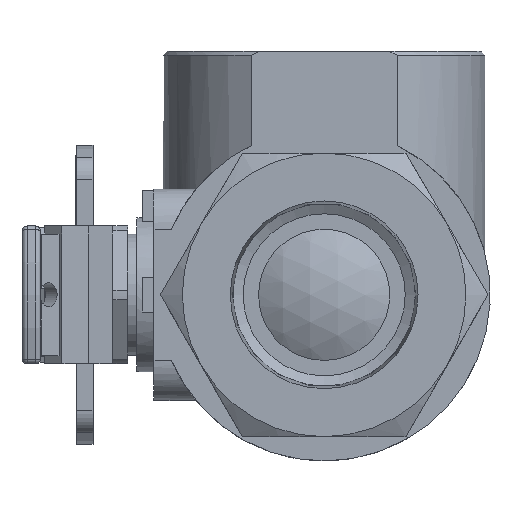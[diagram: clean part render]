
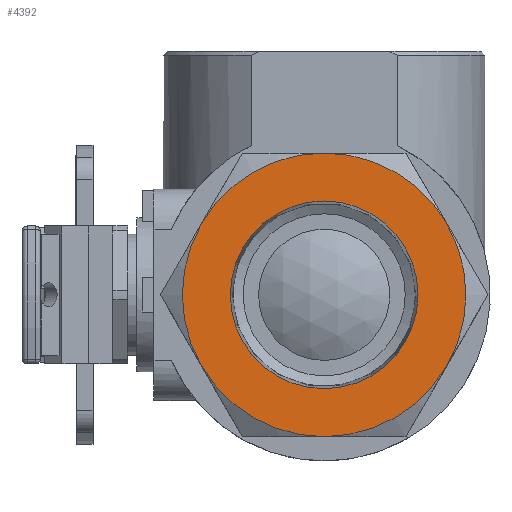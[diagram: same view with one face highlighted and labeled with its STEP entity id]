
A CAD part, left-side view. The second image highlights one B-rep face of the part: STEP entity #4392.
In plain terms, the highlighted planar face has unit normal (-1, 0, 0).
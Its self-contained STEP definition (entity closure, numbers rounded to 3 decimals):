
#230=PLANE('',#4755);
#405=CIRCLE('',#4737,41.3);
#406=CIRCLE('',#4739,41.3);
#407=CIRCLE('',#4741,41.3);
#408=CIRCLE('',#4743,41.3);
#409=CIRCLE('',#4745,41.3);
#410=CIRCLE('',#4747,41.3);
#415=CIRCLE('',#4756,27.331);
#978=ORIENTED_EDGE('',*,*,#2027,.F.);
#979=ORIENTED_EDGE('',*,*,#2026,.F.);
#980=ORIENTED_EDGE('',*,*,#2031,.F.);
#981=ORIENTED_EDGE('',*,*,#2030,.F.);
#982=ORIENTED_EDGE('',*,*,#2029,.F.);
#983=ORIENTED_EDGE('',*,*,#2028,.F.);
#984=ORIENTED_EDGE('',*,*,#2038,.T.);
#2026=EDGE_CURVE('',#2586,#2576,#405,.T.);
#2027=EDGE_CURVE('',#2576,#2578,#406,.T.);
#2028=EDGE_CURVE('',#2578,#2580,#407,.T.);
#2029=EDGE_CURVE('',#2580,#2582,#408,.T.);
#2030=EDGE_CURVE('',#2582,#2584,#409,.T.);
#2031=EDGE_CURVE('',#2584,#2586,#410,.T.);
#2038=EDGE_CURVE('',#2607,#2607,#415,.T.);
#2576=VERTEX_POINT('',#6818);
#2578=VERTEX_POINT('',#6831);
#2580=VERTEX_POINT('',#6843);
#2582=VERTEX_POINT('',#6855);
#2584=VERTEX_POINT('',#6867);
#2586=VERTEX_POINT('',#6879);
#2607=VERTEX_POINT('',#6967);
#3717=EDGE_LOOP('',(#978,#979,#980,#981,#982,#983));
#3718=EDGE_LOOP('',(#984));
#4036=FACE_BOUND('',#3717,.T.);
#4037=FACE_BOUND('',#3718,.T.);
#4392=ADVANCED_FACE('',(#4036,#4037),#230,.T.);
#4737=AXIS2_PLACEMENT_3D('',#6939,#5446,#5447);
#4739=AXIS2_PLACEMENT_3D('',#6941,#5450,#5451);
#4741=AXIS2_PLACEMENT_3D('',#6943,#5454,#5455);
#4743=AXIS2_PLACEMENT_3D('',#6945,#5458,#5459);
#4745=AXIS2_PLACEMENT_3D('',#6947,#5462,#5463);
#4747=AXIS2_PLACEMENT_3D('',#6949,#5466,#5467);
#4755=AXIS2_PLACEMENT_3D('',#6965,#5484,#5485);
#4756=AXIS2_PLACEMENT_3D('',#6966,#5486,#5487);
#5446=DIRECTION('',(1.,0.,0.));
#5447=DIRECTION('',(0.,1.,0.));
#5450=DIRECTION('',(1.,0.,0.));
#5451=DIRECTION('',(0.,1.,0.));
#5454=DIRECTION('',(1.,0.,0.));
#5455=DIRECTION('',(0.,0.,-1.));
#5458=DIRECTION('',(1.,0.,0.));
#5459=DIRECTION('',(0.,1.,0.));
#5462=DIRECTION('',(1.,0.,0.));
#5463=DIRECTION('',(0.,1.,0.));
#5466=DIRECTION('',(1.,0.,0.));
#5467=DIRECTION('',(0.,1.,0.));
#5484=DIRECTION('',(-1.,0.,0.));
#5485=DIRECTION('',(0.,0.,1.));
#5486=DIRECTION('',(1.,0.,0.));
#5487=DIRECTION('',(0.,-1.,0.));
#6818=CARTESIAN_POINT('',(-71.,35.767,20.65));
#6831=CARTESIAN_POINT('',(-71.,0.,41.3));
#6843=CARTESIAN_POINT('',(-71.,-35.767,20.65));
#6855=CARTESIAN_POINT('',(-71.,-35.767,-20.65));
#6867=CARTESIAN_POINT('',(-71.,0.,-41.3));
#6879=CARTESIAN_POINT('',(-71.,35.767,-20.65));
#6939=CARTESIAN_POINT('',(-71.,0.,0.));
#6941=CARTESIAN_POINT('',(-71.,0.,0.));
#6943=CARTESIAN_POINT('',(-71.,0.,0.));
#6945=CARTESIAN_POINT('',(-71.,0.,0.));
#6947=CARTESIAN_POINT('',(-71.,0.,0.));
#6949=CARTESIAN_POINT('',(-71.,0.,0.));
#6965=CARTESIAN_POINT('',(-71.,15.104,0.));
#6966=CARTESIAN_POINT('',(-71.,0.,0.));
#6967=CARTESIAN_POINT('',(-71.,-27.331,0.));
